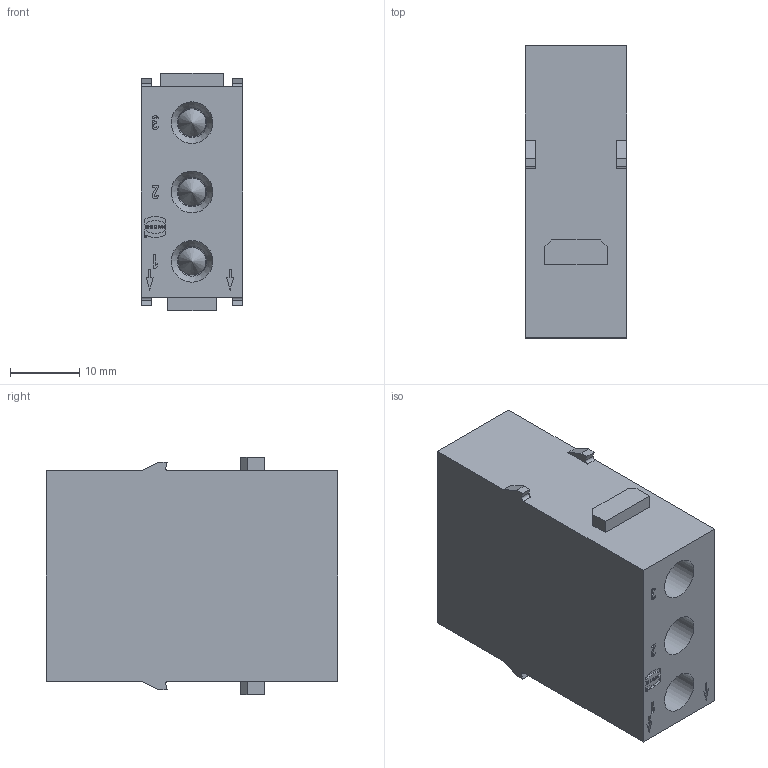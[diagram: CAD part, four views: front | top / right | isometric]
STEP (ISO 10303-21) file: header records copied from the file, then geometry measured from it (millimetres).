
FILE_DESCRIPTION(/* description */ (''),/* implementation_level */ '2;1');
FILE_NAME(/* name */ '100111299ugm000_b.stp',/* time_stamp */ '2017-10-30T15:27:12+01:00',/* author */ (''),/* organization */ (''),/* preprocessor_version */ 'ST-DEVELOPER v16',/* originating_system */ 'SIEMENS PLM Software NX 10.0',/* authorisation */ '');
FILE_SCHEMA (('AUTOMOTIVE_DESIGN { 1 0 10303 214 3 1 1 1 }'));
Length unit declared in the file: millimetre
Products named in the file (1): 100111299ugm000_b
Bounding box: 14.6 x 42.1 x 34.2 mm (x, y, z)
Volume: 14091.5 mm3; surface area: 7976.6 mm2
Topology: 1 solids, 1 shells, 267 faces, 687 edges, 455 vertices
Faces by surface type: plane 206, cylinder 46, cone 9, bspline 3, sphere 3
Full cylindrical faces by diameter (mm): 0.285 x1, 0.315 x1, 4 x6, 6 x6
Entity records: 8461 total; most frequent: CARTESIAN_POINT 1438, ORIENTED_EDGE 1310, DIRECTION 1292, EDGE_CURVE 655, LINE 548, VECTOR 548, VERTEX_POINT 454, AXIS2_PLACEMENT_3D 372
